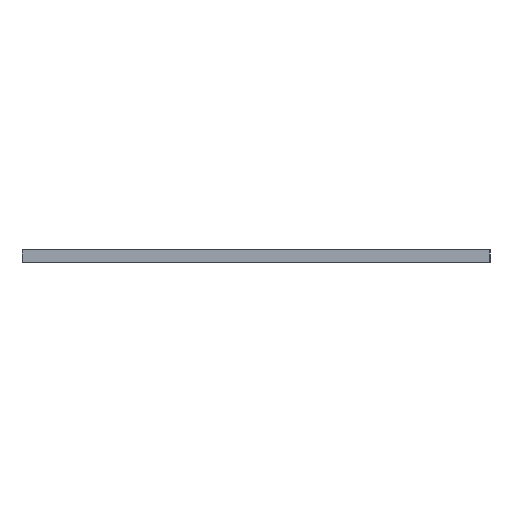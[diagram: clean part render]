
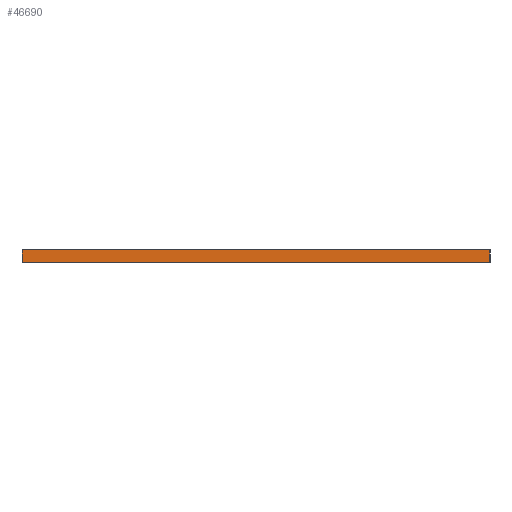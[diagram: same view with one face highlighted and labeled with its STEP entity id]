
A CAD part, left-side view. The second image highlights one B-rep face of the part: STEP entity #46690.
In plain terms, the highlighted planar face has unit normal (-1, 0, 0).
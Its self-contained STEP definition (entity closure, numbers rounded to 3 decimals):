
#46634 = VERTEX_POINT('',#46635);
#46635 = CARTESIAN_POINT('',(105.23,-86.25,1.51));
#46641 = EDGE_CURVE('',#46642,#46634,#46644,.T.);
#46642 = VERTEX_POINT('',#46643);
#46643 = CARTESIAN_POINT('',(105.23,-86.25,0.));
#46644 = LINE('',#46645,#46646);
#46645 = CARTESIAN_POINT('',(105.23,-86.25,0.));
#46646 = VECTOR('',#46647,1.);
#46647 = DIRECTION('',(0.,0.,1.));
#46690 = ADVANCED_FACE('',(#46691),#46716,.T.);
#46691 = FACE_BOUND('',#46692,.T.);
#46692 = EDGE_LOOP('',(#46693,#46694,#46702,#46710));
#46693 = ORIENTED_EDGE('',*,*,#46641,.T.);
#46694 = ORIENTED_EDGE('',*,*,#46695,.T.);
#46695 = EDGE_CURVE('',#46634,#46696,#46698,.T.);
#46696 = VERTEX_POINT('',#46697);
#46697 = CARTESIAN_POINT('',(105.23,-31.66,1.51));
#46698 = LINE('',#46699,#46700);
#46699 = CARTESIAN_POINT('',(105.23,-86.25,1.51));
#46700 = VECTOR('',#46701,1.);
#46701 = DIRECTION('',(0.,1.,0.));
#46702 = ORIENTED_EDGE('',*,*,#46703,.F.);
#46703 = EDGE_CURVE('',#46704,#46696,#46706,.T.);
#46704 = VERTEX_POINT('',#46705);
#46705 = CARTESIAN_POINT('',(105.23,-31.66,0.));
#46706 = LINE('',#46707,#46708);
#46707 = CARTESIAN_POINT('',(105.23,-31.66,0.));
#46708 = VECTOR('',#46709,1.);
#46709 = DIRECTION('',(0.,0.,1.));
#46710 = ORIENTED_EDGE('',*,*,#46711,.F.);
#46711 = EDGE_CURVE('',#46642,#46704,#46712,.T.);
#46712 = LINE('',#46713,#46714);
#46713 = CARTESIAN_POINT('',(105.23,-86.25,0.));
#46714 = VECTOR('',#46715,1.);
#46715 = DIRECTION('',(0.,1.,0.));
#46716 = PLANE('',#46717);
#46717 = AXIS2_PLACEMENT_3D('',#46718,#46719,#46720);
#46718 = CARTESIAN_POINT('',(105.23,-86.25,0.));
#46719 = DIRECTION('',(-1.,0.,0.));
#46720 = DIRECTION('',(0.,1.,0.));
